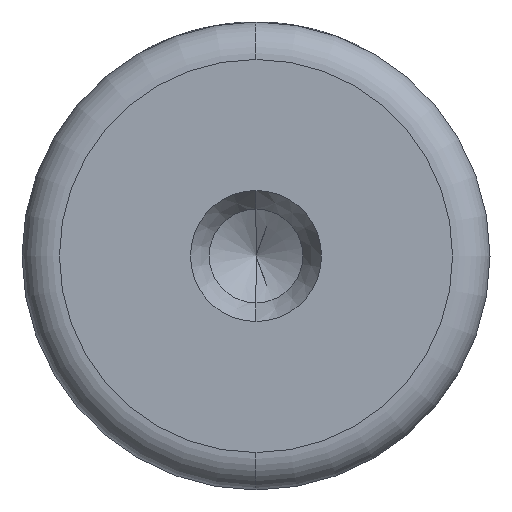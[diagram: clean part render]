
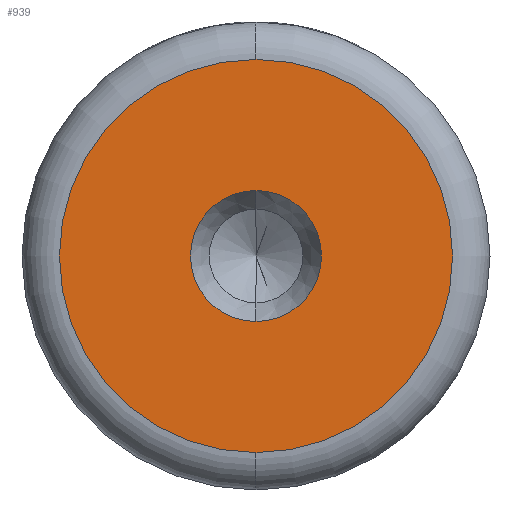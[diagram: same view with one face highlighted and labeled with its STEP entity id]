
A CAD part, left-side view. The second image highlights one B-rep face of the part: STEP entity #939.
In plain terms, the highlighted planar face has unit normal (-1, 0, 0).
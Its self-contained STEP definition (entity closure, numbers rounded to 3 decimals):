
#66 = VERTEX_POINT ( 'NONE', #668 ) ;
#106 = CARTESIAN_POINT ( 'NONE',  ( 0., 0., 0. ) ) ;
#126 = DIRECTION ( 'NONE',  ( -1., 0., 0. ) ) ;
#169 = PLANE ( 'NONE',  #671 ) ;
#214 = DIRECTION ( 'NONE',  ( 0., 0., 1. ) ) ;
#257 = CARTESIAN_POINT ( 'NONE',  ( 0., 0., 10.5 ) ) ;
#262 = ORIENTED_EDGE ( 'NONE', *, *, #937, .T. ) ;
#280 = CARTESIAN_POINT ( 'NONE',  ( 0., 0., 0. ) ) ;
#417 = ORIENTED_EDGE ( 'NONE', *, *, #1207, .F. ) ;
#421 = CIRCLE ( 'NONE', #484, 3.5 ) ;
#484 = AXIS2_PLACEMENT_3D ( 'NONE', #794, #126, #907 ) ;
#486 = CARTESIAN_POINT ( 'NONE',  ( 0., 0., -10.5 ) ) ;
#488 = AXIS2_PLACEMENT_3D ( 'NONE', #1232, #566, #1330 ) ;
#494 = CIRCLE ( 'NONE', #525, 3.5 ) ;
#504 = DIRECTION ( 'NONE',  ( -1., 0., 0. ) ) ;
#525 = AXIS2_PLACEMENT_3D ( 'NONE', #106, #887, #214 ) ;
#566 = DIRECTION ( 'NONE',  ( -1., 0., 0. ) ) ;
#585 = CARTESIAN_POINT ( 'NONE',  ( 0., 0., -3.5 ) ) ;
#594 = EDGE_LOOP ( 'NONE', ( #417, #1340 ) ) ;
#625 = DIRECTION ( 'NONE',  ( -1., 0., 0. ) ) ;
#629 = VERTEX_POINT ( 'NONE', #585 ) ;
#668 = CARTESIAN_POINT ( 'NONE',  ( 0., 0., 3.5 ) ) ;
#671 = AXIS2_PLACEMENT_3D ( 'NONE', #280, #625, #1383 ) ;
#696 = AXIS2_PLACEMENT_3D ( 'NONE', #1178, #504, #1280 ) ;
#708 = CIRCLE ( 'NONE', #696, 10.5 ) ;
#730 = CIRCLE ( 'NONE', #488, 10.5 ) ;
#736 = FACE_BOUND ( 'NONE', #594, .T. ) ;
#794 = CARTESIAN_POINT ( 'NONE',  ( 0., 0., 0. ) ) ;
#854 = VERTEX_POINT ( 'NONE', #486 ) ;
#887 = DIRECTION ( 'NONE',  ( -1., 0., 0. ) ) ;
#907 = DIRECTION ( 'NONE',  ( 0., 0., 1. ) ) ;
#937 = EDGE_CURVE ( 'NONE', #1110, #854, #708, .T. ) ;
#939 = ADVANCED_FACE ( 'NONE', ( #1286, #736 ), #169, .T. ) ;
#1037 = EDGE_LOOP ( 'NONE', ( #262, #1155 ) ) ;
#1110 = VERTEX_POINT ( 'NONE', #257 ) ;
#1155 = ORIENTED_EDGE ( 'NONE', *, *, #1205, .T. ) ;
#1165 = EDGE_CURVE ( 'NONE', #629, #66, #494, .T. ) ;
#1178 = CARTESIAN_POINT ( 'NONE',  ( 0., 0., 0. ) ) ;
#1205 = EDGE_CURVE ( 'NONE', #854, #1110, #730, .T. ) ;
#1207 = EDGE_CURVE ( 'NONE', #66, #629, #421, .T. ) ;
#1232 = CARTESIAN_POINT ( 'NONE',  ( 0., 0., 0. ) ) ;
#1280 = DIRECTION ( 'NONE',  ( 0., 0., 1. ) ) ;
#1286 = FACE_OUTER_BOUND ( 'NONE', #1037, .T. ) ;
#1330 = DIRECTION ( 'NONE',  ( 0., 0., 1. ) ) ;
#1340 = ORIENTED_EDGE ( 'NONE', *, *, #1165, .F. ) ;
#1383 = DIRECTION ( 'NONE',  ( 0., 0., 1. ) ) ;
